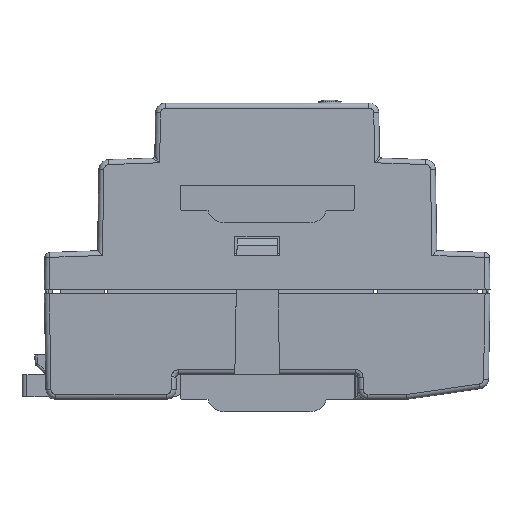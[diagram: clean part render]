
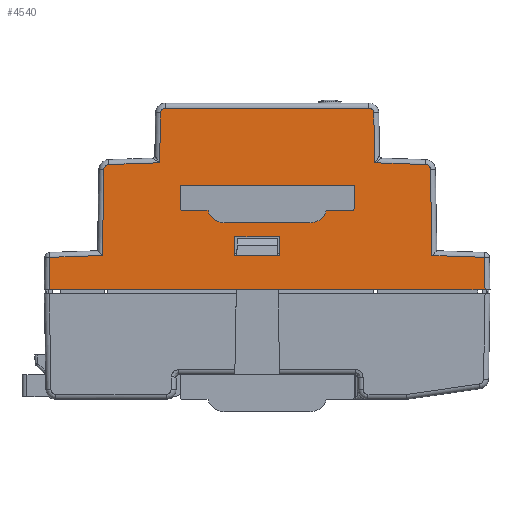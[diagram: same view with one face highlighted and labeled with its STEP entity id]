
A CAD part, front view. The second image highlights one B-rep face of the part: STEP entity #4540.
In plain terms, the highlighted planar face has unit normal (0, -1, 0.018).
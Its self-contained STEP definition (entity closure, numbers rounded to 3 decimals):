
#4540 = ADVANCED_FACE( '', ( #9271, #9272 ), #9273, .F. );
#9271 = FACE_OUTER_BOUND( '', #17894, .T. );
#9272 = FACE_BOUND( '', #17895, .T. );
#9273 = PLANE( '', #17896 );
#17894 = EDGE_LOOP( '', ( #29899, #29900, #29901, #29902, #29903, #29904, #29905, #29906, #29907, #29908, #29909, #29910, #29911, #29912, #29913, #29914 ) );
#17895 = EDGE_LOOP( '', ( #29915, #29916, #29917, #29918 ) );
#17896 = AXIS2_PLACEMENT_3D( '', #29919, #29920, #29921 );
#29899 = ORIENTED_EDGE( '', *, *, #31000, .T. );
#29900 = ORIENTED_EDGE( '', *, *, #31701, .T. );
#29901 = ORIENTED_EDGE( '', *, *, #30986, .T. );
#29902 = ORIENTED_EDGE( '', *, *, #33364, .T. );
#29903 = ORIENTED_EDGE( '', *, *, #31368, .T. );
#29904 = ORIENTED_EDGE( '', *, *, #34288, .T. );
#29905 = ORIENTED_EDGE( '', *, *, #31181, .T. );
#29906 = ORIENTED_EDGE( '', *, *, #35044, .T. );
#29907 = ORIENTED_EDGE( '', *, *, #32917, .T. );
#29908 = ORIENTED_EDGE( '', *, *, #34767, .T. );
#29909 = ORIENTED_EDGE( '', *, *, #34916, .F. );
#29910 = ORIENTED_EDGE( '', *, *, #31283, .T. );
#29911 = ORIENTED_EDGE( '', *, *, #34299, .T. );
#29912 = ORIENTED_EDGE( '', *, *, #34439, .T. );
#29913 = ORIENTED_EDGE( '', *, *, #35045, .T. );
#29914 = ORIENTED_EDGE( '', *, *, #33617, .T. );
#29915 = ORIENTED_EDGE( '', *, *, #32087, .T. );
#29916 = ORIENTED_EDGE( '', *, *, #31459, .T. );
#29917 = ORIENTED_EDGE( '', *, *, #35046, .F. );
#29918 = ORIENTED_EDGE( '', *, *, #32558, .T. );
#29919 = CARTESIAN_POINT( '', ( -45.934, -8.846, -13.45 ) );
#29920 = DIRECTION( '', ( 0., 1., -0.017 ) );
#29921 = DIRECTION( '', ( -1., 0., 0. ) );
#30986 = EDGE_CURVE( '', #35286, #35291, #35293, .T. );
#31000 = EDGE_CURVE( '', #35317, #35314, #35318, .T. );
#31181 = EDGE_CURVE( '', #35636, #35641, #35643, .T. );
#31283 = EDGE_CURVE( '', #35821, #35819, #35822, .T. );
#31368 = EDGE_CURVE( '', #35975, #35976, #35977, .T. );
#31459 = EDGE_CURVE( '', #36130, #36136, #36138, .T. );
#31701 = EDGE_CURVE( '', #35314, #35286, #36553, .T. );
#32087 = EDGE_CURVE( '', #37176, #36130, #37179, .T. );
#32558 = EDGE_CURVE( '', #37950, #37176, #37951, .T. );
#32917 = EDGE_CURVE( '', #38497, #36958, #38501, .T. );
#33364 = EDGE_CURVE( '', #35291, #35975, #39157, .T. );
#33617 = EDGE_CURVE( '', #39506, #35317, #39507, .T. );
#34288 = EDGE_CURVE( '', #35976, #35636, #40391, .T. );
#34299 = EDGE_CURVE( '', #35819, #40402, #40404, .T. );
#34439 = EDGE_CURVE( '', #40402, #40570, #40572, .T. );
#34767 = EDGE_CURVE( '', #36958, #40953, #40954, .T. );
#34916 = EDGE_CURVE( '', #35821, #40953, #41118, .T. );
#35044 = EDGE_CURVE( '', #35641, #38497, #41253, .T. );
#35045 = EDGE_CURVE( '', #40570, #39506, #41254, .T. );
#35046 = EDGE_CURVE( '', #37950, #36136, #41255, .T. );
#35286 = VERTEX_POINT( '', #41561 );
#35291 = VERTEX_POINT( '', #41572 );
#35293 = LINE( '', #41583, #41584 );
#35314 = VERTEX_POINT( '', #41618 );
#35317 = VERTEX_POINT( '', #41630 );
#35318 = LINE( '', #41631, #41632 );
#35636 = VERTEX_POINT( '', #42204 );
#35641 = VERTEX_POINT( '', #42237 );
#35643 = CIRCLE( '', #42244, 1. );
#35819 = VERTEX_POINT( '', #42709 );
#35821 = VERTEX_POINT( '', #42711 );
#35822 = LINE( '', #42712, #42713 );
#35975 = VERTEX_POINT( '', #42970 );
#35976 = VERTEX_POINT( '', #42971 );
#35977 = LINE( '', #42972, #42973 );
#36130 = VERTEX_POINT( '', #43276 );
#36136 = VERTEX_POINT( '', #43285 );
#36138 = LINE( '', #43288, #43289 );
#36553 = CIRCLE( '', #44021, 1. );
#36958 = VERTEX_POINT( '', #44691 );
#37176 = VERTEX_POINT( '', #45115 );
#37179 = LINE( '', #45120, #45121 );
#37950 = VERTEX_POINT( '', #46366 );
#37951 = LINE( '', #46367, #46368 );
#38497 = VERTEX_POINT( '', #47408 );
#38501 = LINE( '', #47413, #47414 );
#39157 = CIRCLE( '', #48772, 1. );
#39506 = VERTEX_POINT( '', #49506 );
#39507 = LINE( '', #49507, #49508 );
#40391 = LINE( '', #51415, #51416 );
#40402 = VERTEX_POINT( '', #51441 );
#40404 = LINE( '', #51443, #51444 );
#40570 = VERTEX_POINT( '', #51789 );
#40572 = LINE( '', #51800, #51801 );
#40953 = VERTEX_POINT( '', #52429 );
#40954 = LINE( '', #52430, #52431 );
#41118 = LINE( '', #52677, #52678 );
#41253 = LINE( '', #52867, #52868 );
#41254 = CIRCLE( '', #52869, 1. );
#41255 = LINE( '', #52870, #52871 );
#41561 = CARTESIAN_POINT( '', ( 20.415, -8.209, 23.067 ) );
#41572 = CARTESIAN_POINT( '', ( -20.415, -8.209, 23.067 ) );
#41583 = CARTESIAN_POINT( '', ( 20.415, -8.209, 23.067 ) );
#41584 = VECTOR( '', #53091, 1000. );
#41618 = CARTESIAN_POINT( '', ( 21.414, -8.226, 22.085 ) );
#41630 = CARTESIAN_POINT( '', ( 21.589, -8.4, 12.074 ) );
#41631 = CARTESIAN_POINT( '', ( 21.589, -8.4, 12.074 ) );
#41632 = VECTOR( '', #53098, 1000. );
#42204 = CARTESIAN_POINT( '', ( -31.821, -8.407, 11.717 ) );
#42237 = CARTESIAN_POINT( '', ( -32.786, -8.424, 10.735 ) );
#42244 = AXIS2_PLACEMENT_3D( '', #53274, #53275, #53276 );
#42709 = CARTESIAN_POINT( '', ( 43.636, -8.732, -6.917 ) );
#42711 = CARTESIAN_POINT( '', ( 43.75, -8.846, -13.45 ) );
#42712 = CARTESIAN_POINT( '', ( 43.75, -8.846, -13.45 ) );
#42713 = VECTOR( '', #53366, 1000. );
#42970 = CARTESIAN_POINT( '', ( -21.414, -8.226, 22.085 ) );
#42971 = CARTESIAN_POINT( '', ( -21.589, -8.4, 12.074 ) );
#42972 = CARTESIAN_POINT( '', ( -21.414, -8.226, 22.085 ) );
#42973 = VECTOR( '', #53449, 1000. );
#43276 = CARTESIAN_POINT( '', ( 2.5, -8.659, -2.76 ) );
#43285 = CARTESIAN_POINT( '', ( 2.5, -8.727, -6.63 ) );
#43288 = CARTESIAN_POINT( '', ( 2.5, -8.659, -2.76 ) );
#43289 = VECTOR( '', #53528, 1000. );
#44021 = AXIS2_PLACEMENT_3D( '', #53741, #53742, #53743 );
#44691 = CARTESIAN_POINT( '', ( -43.636, -8.732, -6.917 ) );
#45115 = CARTESIAN_POINT( '', ( -6.5, -8.659, -2.76 ) );
#45120 = CARTESIAN_POINT( '', ( -6.5, -8.659, -2.76 ) );
#45121 = VECTOR( '', #54072, 1000. );
#46366 = CARTESIAN_POINT( '', ( -6.5, -8.727, -6.63 ) );
#46367 = CARTESIAN_POINT( '', ( -6.5, -8.727, -6.63 ) );
#46368 = VECTOR( '', #54508, 1000. );
#47408 = CARTESIAN_POINT( '', ( -33.088, -8.725, -6.549 ) );
#47413 = CARTESIAN_POINT( '', ( -33.088, -8.725, -6.549 ) );
#47414 = VECTOR( '', #54813, 1000. );
#48772 = AXIS2_PLACEMENT_3D( '', #55169, #55170, #55171 );
#49506 = CARTESIAN_POINT( '', ( 31.821, -8.407, 11.717 ) );
#49507 = CARTESIAN_POINT( '', ( 31.821, -8.407, 11.717 ) );
#49508 = VECTOR( '', #55365, 1000. );
#51415 = CARTESIAN_POINT( '', ( -21.589, -8.4, 12.074 ) );
#51416 = VECTOR( '', #55843, 1000. );
#51441 = CARTESIAN_POINT( '', ( 33.088, -8.725, -6.549 ) );
#51443 = CARTESIAN_POINT( '', ( 43.636, -8.732, -6.917 ) );
#51444 = VECTOR( '', #55853, 1000. );
#51789 = CARTESIAN_POINT( '', ( 32.786, -8.424, 10.735 ) );
#51800 = CARTESIAN_POINT( '', ( 33.088, -8.725, -6.549 ) );
#51801 = VECTOR( '', #55940, 1000. );
#52429 = CARTESIAN_POINT( '', ( -43.75, -8.846, -13.45 ) );
#52430 = CARTESIAN_POINT( '', ( -43.636, -8.732, -6.917 ) );
#52431 = VECTOR( '', #56171, 1000. );
#52677 = CARTESIAN_POINT( '', ( 43.75, -8.846, -13.45 ) );
#52678 = VECTOR( '', #56269, 1000. );
#52867 = CARTESIAN_POINT( '', ( -32.786, -8.424, 10.735 ) );
#52868 = VECTOR( '', #56325, 1000. );
#52869 = AXIS2_PLACEMENT_3D( '', #56326, #56327, #56328 );
#52870 = CARTESIAN_POINT( '', ( -6.5, -8.727, -6.63 ) );
#52871 = VECTOR( '', #56329, 1000. );
#53091 = DIRECTION( '', ( -1., 0., 0. ) );
#53098 = DIRECTION( '', ( -0.017, 0.017, 1. ) );
#53274 = CARTESIAN_POINT( '', ( -31.786, -8.424, 10.717 ) );
#53275 = DIRECTION( '', ( 0., -1., 0.017 ) );
#53276 = DIRECTION( '', ( -0.035, 0.017, 0.999 ) );
#53366 = DIRECTION( '', ( -0.017, 0.017, 1. ) );
#53449 = DIRECTION( '', ( -0.017, -0.017, -1. ) );
#53528 = DIRECTION( '', ( 0., -0.017, -1. ) );
#53741 = CARTESIAN_POINT( '', ( 20.415, -8.226, 22.068 ) );
#53742 = DIRECTION( '', ( 0., -1., 0.017 ) );
#53743 = DIRECTION( '', ( 1., 0., 0.017 ) );
#54072 = DIRECTION( '', ( 1., 0., 0. ) );
#54508 = DIRECTION( '', ( 0., 0.017, 1. ) );
#54813 = DIRECTION( '', ( -0.999, -0.001, -0.035 ) );
#55169 = CARTESIAN_POINT( '', ( -20.414, -8.226, 22.068 ) );
#55170 = DIRECTION( '', ( 0., -1., 0.017 ) );
#55171 = DIRECTION( '', ( 0., 0.017, 1. ) );
#55365 = DIRECTION( '', ( -0.999, 0.001, 0.035 ) );
#55843 = DIRECTION( '', ( -0.999, -0.001, -0.035 ) );
#55853 = DIRECTION( '', ( -0.999, 0.001, 0.035 ) );
#55940 = DIRECTION( '', ( -0.017, 0.017, 1. ) );
#56171 = DIRECTION( '', ( -0.017, -0.017, -1. ) );
#56269 = DIRECTION( '', ( -1., 0., 0. ) );
#56325 = DIRECTION( '', ( -0.017, -0.017, -1. ) );
#56326 = CARTESIAN_POINT( '', ( 31.786, -8.424, 10.717 ) );
#56327 = DIRECTION( '', ( 0., -1., 0.017 ) );
#56328 = DIRECTION( '', ( 1., 0., 0.017 ) );
#56329 = DIRECTION( '', ( 1., 0., 0. ) );
